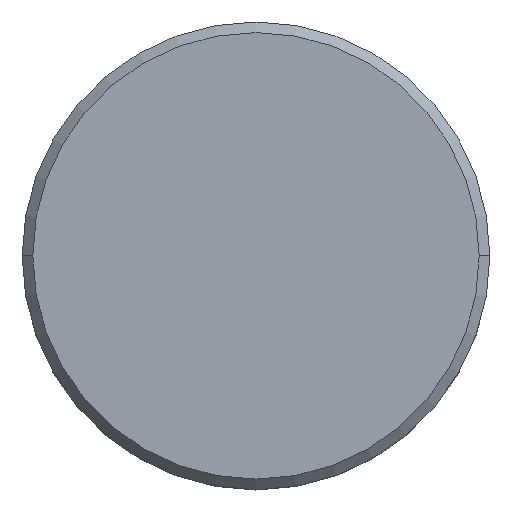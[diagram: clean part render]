
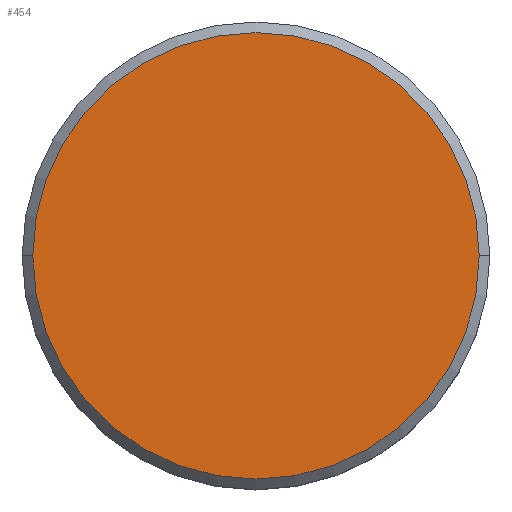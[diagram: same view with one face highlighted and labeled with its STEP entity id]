
A CAD part, top view. The second image highlights one B-rep face of the part: STEP entity #454.
In plain terms, the highlighted planar face has unit normal (0, 0, 1).
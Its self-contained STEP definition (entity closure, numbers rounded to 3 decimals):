
#19 = PLANE ( 'NONE',  #65 ) ;
#20 = CARTESIAN_POINT ( 'NONE',  ( 10.5, 0., 0. ) ) ;
#34 = AXIS2_PLACEMENT_3D ( 'NONE', #145, #226, #151 ) ;
#65 = AXIS2_PLACEMENT_3D ( 'NONE', #98, #164, #236 ) ;
#98 = CARTESIAN_POINT ( 'NONE',  ( 0., 0., 0. ) ) ;
#120 = AXIS2_PLACEMENT_3D ( 'NONE', #338, #165, #297 ) ;
#122 = VERTEX_POINT ( 'NONE', #20 ) ;
#142 = ORIENTED_EDGE ( 'NONE', *, *, #159, .T. ) ;
#145 = CARTESIAN_POINT ( 'NONE',  ( 0., 0., 0. ) ) ;
#151 = DIRECTION ( 'NONE',  ( 1., 0., 0. ) ) ;
#159 = EDGE_CURVE ( 'NONE', #122, #289, #318, .T. ) ;
#162 = CIRCLE ( 'NONE', #34, 10.5 ) ;
#164 = DIRECTION ( 'NONE',  ( 0., 0., 1. ) ) ;
#165 = DIRECTION ( 'NONE',  ( 0., 0., 1. ) ) ;
#226 = DIRECTION ( 'NONE',  ( 0., 0., 1. ) ) ;
#236 = DIRECTION ( 'NONE',  ( 1., 0., 0. ) ) ;
#245 = EDGE_LOOP ( 'NONE', ( #421, #142 ) ) ;
#252 = CARTESIAN_POINT ( 'NONE',  ( -10.5, 0., 0. ) ) ;
#289 = VERTEX_POINT ( 'NONE', #252 ) ;
#297 = DIRECTION ( 'NONE',  ( 1., 0., 0. ) ) ;
#318 = CIRCLE ( 'NONE', #120, 10.5 ) ;
#329 = FACE_OUTER_BOUND ( 'NONE', #245, .T. ) ;
#336 = EDGE_CURVE ( 'NONE', #289, #122, #162, .T. ) ;
#338 = CARTESIAN_POINT ( 'NONE',  ( 0., 0., 0. ) ) ;
#421 = ORIENTED_EDGE ( 'NONE', *, *, #336, .T. ) ;
#454 = ADVANCED_FACE ( 'NONE', ( #329 ), #19, .T. ) ;
